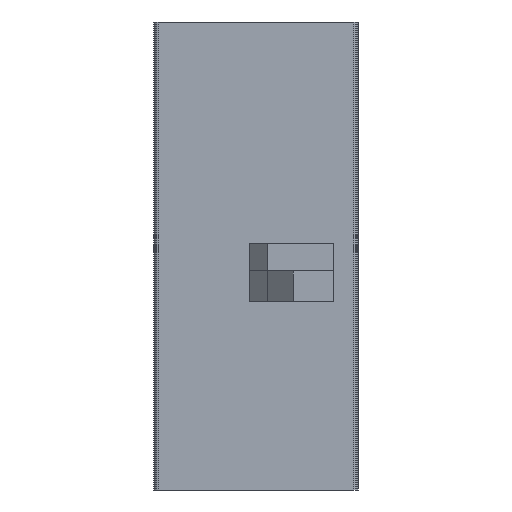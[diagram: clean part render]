
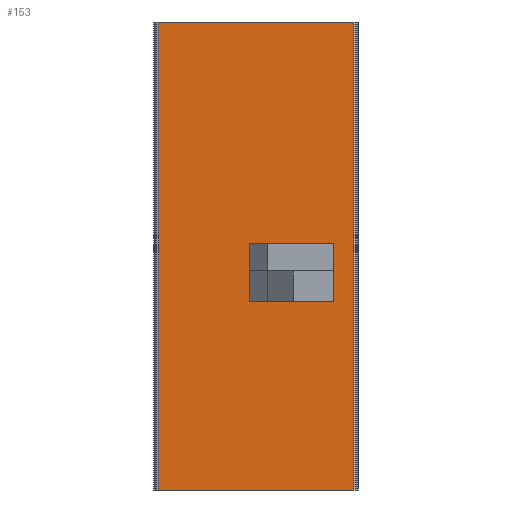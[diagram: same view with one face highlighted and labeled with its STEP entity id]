
A CAD part, left-side view. The second image highlights one B-rep face of the part: STEP entity #153.
In plain terms, the highlighted planar face has unit normal (-1, 0, 0).
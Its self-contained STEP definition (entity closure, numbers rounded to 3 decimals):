
#57=FACE_BOUND('',#997,.T.);
#153=ADVANCED_FACE('',(#553,#57),#6788,.T.);
#553=FACE_OUTER_BOUND('',#996,.T.);
#996=EDGE_LOOP('',(#1813,#1814,#1815,#1816));
#997=EDGE_LOOP('',(#1817,#1818,#1819,#1820));
#1813=ORIENTED_EDGE('',*,*,#3884,.T.);
#1814=ORIENTED_EDGE('',*,*,#3885,.T.);
#1815=ORIENTED_EDGE('',*,*,#3886,.T.);
#1816=ORIENTED_EDGE('',*,*,#3882,.F.);
#1817=ORIENTED_EDGE('',*,*,#4786,.T.);
#1818=ORIENTED_EDGE('',*,*,#4794,.T.);
#1819=ORIENTED_EDGE('',*,*,#3887,.T.);
#1820=ORIENTED_EDGE('',*,*,#4795,.T.);
#3882=EDGE_CURVE('',#6247,#6248,#5203,.T.);
#3884=EDGE_CURVE('',#6247,#6249,#5205,.T.);
#3885=EDGE_CURVE('',#6249,#6250,#5206,.T.);
#3886=EDGE_CURVE('',#6250,#6248,#5207,.T.);
#3887=EDGE_CURVE('',#6251,#6252,#5208,.T.);
#4786=EDGE_CURVE('',#6664,#6663,#5916,.T.);
#4794=EDGE_CURVE('',#6663,#6251,#5924,.T.);
#4795=EDGE_CURVE('',#6252,#6664,#5925,.T.);
#5203=B_SPLINE_CURVE_WITH_KNOTS('',1,(#10284,#10285),.UNSPECIFIED.,.F.,
 .F.,(2,2),(0.,106.868),.UNSPECIFIED.);
#5205=B_SPLINE_CURVE_WITH_KNOTS('',1,(#10298,#10299,#10300,#10301,#10302,
#10303,#10304,#10305,#10306,#10307),.UNSPECIFIED.,.F.,.F.,(2,1,1,1,1,1,
1,1,1,2),(0.,0.097,0.108,0.245,0.452,
43.319,45.478,45.533,45.566,46.049),
 .UNSPECIFIED.);
#5206=B_SPLINE_CURVE_WITH_KNOTS('',1,(#10308,#10309),.UNSPECIFIED.,.F.,
 .F.,(2,2),(0.,109.966),.UNSPECIFIED.);
#5207=B_SPLINE_CURVE_WITH_KNOTS('',1,(#10310,#10311,#10312,#10313,#10314,
#10315,#10316,#10317,#10318,#10319),.UNSPECIFIED.,.F.,.F.,(2,1,1,1,1,1,
1,1,1,2),(0.,0.483,0.516,0.571,2.73,
45.597,45.804,45.941,45.952,46.049),
 .UNSPECIFIED.);
#5208=B_SPLINE_CURVE_WITH_KNOTS('',1,(#10320,#10321),.UNSPECIFIED.,.F.,
 .F.,(2,2),(0.,13.742),.UNSPECIFIED.);
#5916=B_SPLINE_CURVE_WITH_KNOTS('',1,(#12855,#12856),.UNSPECIFIED.,.F.,
 .F.,(2,2),(-65.705,-51.963),.UNSPECIFIED.);
#5924=B_SPLINE_CURVE_WITH_KNOTS('',1,(#12871,#12872,#12873),
 .UNSPECIFIED.,.F.,.F.,(2,1,2),(-29.221,-25.883,-10.405),
 .UNSPECIFIED.);
#5925=B_SPLINE_CURVE_WITH_KNOTS('',1,(#12874,#12875,#12876),
 .UNSPECIFIED.,.F.,.F.,(2,1,2),(0.,15.479,18.816),
 .UNSPECIFIED.);
#6247=VERTEX_POINT('',#8998);
#6248=VERTEX_POINT('',#8999);
#6249=VERTEX_POINT('',#9000);
#6250=VERTEX_POINT('',#9001);
#6251=VERTEX_POINT('',#9002);
#6252=VERTEX_POINT('',#9003);
#6663=VERTEX_POINT('',#9414);
#6664=VERTEX_POINT('',#9415);
#6788=PLANE('',#7186);
#7186=AXIS2_PLACEMENT_3D('',#8252,#7575,$);
#7575=DIRECTION('',(-1.,0.,0.));
#8252=CARTESIAN_POINT('',(-45.,28.008,-11.117));
#8998=CARTESIAN_POINT('',(-45.,-22.766,109.966));
#8999=CARTESIAN_POINT('',(-45.,-22.766,0.));
#9000=CARTESIAN_POINT('',(-45.,23.283,109.966));
#9001=CARTESIAN_POINT('',(-45.,23.283,0.));
#9002=CARTESIAN_POINT('',(-45.,-17.911,58.003));
#9003=CARTESIAN_POINT('',(-45.,-17.911,44.261));
#9414=CARTESIAN_POINT('',(-45.,1.823,58.003));
#9415=CARTESIAN_POINT('',(-45.,1.823,44.261));
#10284=CARTESIAN_POINT('',(-45.,-22.766,109.966));
#10285=CARTESIAN_POINT('',(-45.,-22.766,0.));
#10298=CARTESIAN_POINT('',(-45.,-22.766,109.966));
#10299=CARTESIAN_POINT('',(-45.,-22.669,109.966));
#10300=CARTESIAN_POINT('',(-45.,-22.658,109.966));
#10301=CARTESIAN_POINT('',(-45.,-22.522,109.966));
#10302=CARTESIAN_POINT('',(-45.,-22.315,109.966));
#10303=CARTESIAN_POINT('',(-45.,20.553,109.966));
#10304=CARTESIAN_POINT('',(-45.,22.712,109.966));
#10305=CARTESIAN_POINT('',(-45.,22.767,109.966));
#10306=CARTESIAN_POINT('',(-45.,22.8,109.966));
#10307=CARTESIAN_POINT('',(-45.,23.283,109.966));
#10308=CARTESIAN_POINT('',(-45.,23.283,109.966));
#10309=CARTESIAN_POINT('',(-45.,23.283,0.));
#10310=CARTESIAN_POINT('',(-45.,23.283,0.));
#10311=CARTESIAN_POINT('',(-45.,22.8,0.));
#10312=CARTESIAN_POINT('',(-45.,22.767,0.));
#10313=CARTESIAN_POINT('',(-45.,22.712,0.));
#10314=CARTESIAN_POINT('',(-45.,20.553,0.));
#10315=CARTESIAN_POINT('',(-45.,-22.315,0.));
#10316=CARTESIAN_POINT('',(-45.,-22.522,0.));
#10317=CARTESIAN_POINT('',(-45.,-22.658,0.));
#10318=CARTESIAN_POINT('',(-45.,-22.669,0.));
#10319=CARTESIAN_POINT('',(-45.,-22.766,0.));
#10320=CARTESIAN_POINT('',(-45.,-17.911,58.003));
#10321=CARTESIAN_POINT('',(-45.,-17.911,44.261));
#12855=CARTESIAN_POINT('',(-45.,1.823,44.261));
#12856=CARTESIAN_POINT('',(-45.,1.823,58.003));
#12871=CARTESIAN_POINT('',(-45.,1.823,58.003));
#12872=CARTESIAN_POINT('',(-45.,-2.432,58.003));
#12873=CARTESIAN_POINT('',(-45.,-17.911,58.003));
#12874=CARTESIAN_POINT('',(-45.,-17.911,44.261));
#12875=CARTESIAN_POINT('',(-45.,-2.432,44.261));
#12876=CARTESIAN_POINT('',(-45.,1.823,44.261));
